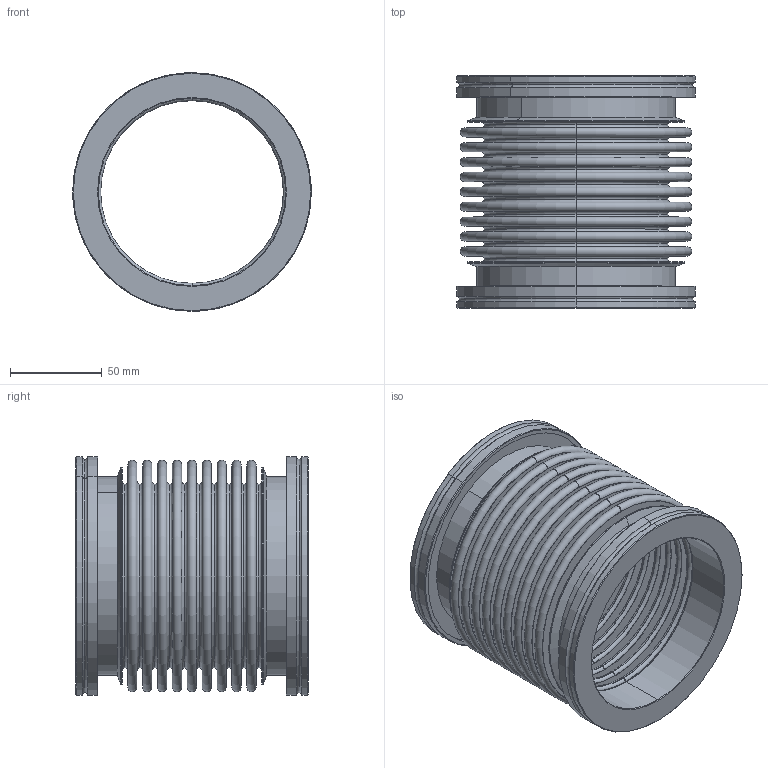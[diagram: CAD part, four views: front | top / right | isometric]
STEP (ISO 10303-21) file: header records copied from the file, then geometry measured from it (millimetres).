
FILE_DESCRIPTION (( 'STEP AP214' ), '1' );
FILE_NAME ('ISOX100-127.STEP', '2011-03-31T10:41:20', ( 'Hositrad' ), ( 'Hositrad' ), 'SwSTEP 2.0', 'SolidWorks 2010', '' );
FILE_SCHEMA (( 'AUTOMOTIVE_DESIGN' ));
Length unit declared in the file: millimetre
Products named in the file (3): ISO100-Bellow-127; HydroFormedBellow100-127; ISOX100-127
Assembly tree (3 placements, depth 2):
  ISOX100-127
    ISO100-Bellow-127  x2
    HydroFormedBellow100-127
Bounding box: 130 x 126.5 x 130 mm (x, y, z)
Volume: 156655.8 mm3; surface area: 274924.9 mm2
Topology: 3 solids, 3 shells, 226 faces, 452 edges, 276 vertices
Faces by surface type: torus 124, plane 50, cylinder 28, cone 24
Entity records: 5300 total; most frequent: DIRECTION 1142, CARTESIAN_POINT 823, ORIENTED_EDGE 772, AXIS2_PLACEMENT_3D 557, EDGE_CURVE 386, CIRCLE 358, VERTEX_POINT 238, EDGE_LOOP 238
